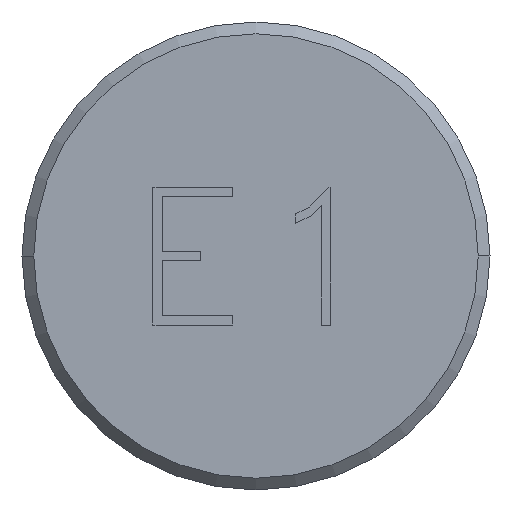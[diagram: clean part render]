
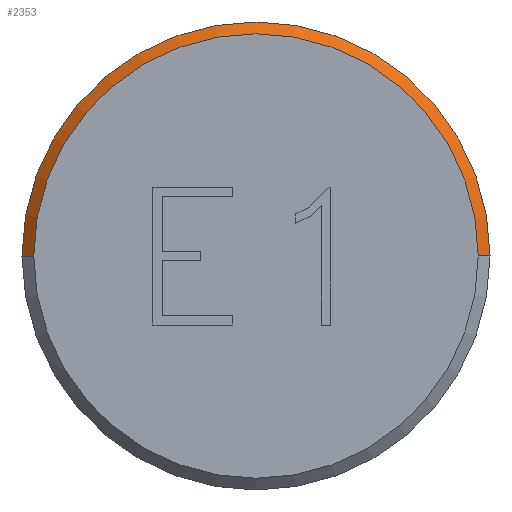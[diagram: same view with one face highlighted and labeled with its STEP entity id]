
A CAD part, left-side view. The second image highlights one B-rep face of the part: STEP entity #2353.
In plain terms, the highlighted conical face has half-angle 45 degrees and reference radius 15.9 mm.
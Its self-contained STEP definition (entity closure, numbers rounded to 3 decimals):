
#13 = VERTEX_POINT ( 'NONE', #2367 ) ;
#198 = CARTESIAN_POINT ( 'NONE',  ( 0.8, 0., 0. ) ) ;
#251 = ORIENTED_EDGE ( 'NONE', *, *, #2204, .T. ) ;
#360 = DIRECTION ( 'NONE',  ( 0.707, -0.707, 0. ) ) ;
#390 = CARTESIAN_POINT ( 'NONE',  ( 0.8, 0., 15.9 ) ) ;
#574 = DIRECTION ( 'NONE',  ( 0.707, 0.707, 0. ) ) ;
#669 = VERTEX_POINT ( 'NONE', #390 ) ;
#719 = CARTESIAN_POINT ( 'NONE',  ( 0., -15.1, 0. ) ) ;
#766 = EDGE_CURVE ( 'NONE', #2668, #1724, #1892, .T. ) ;
#825 = DIRECTION ( 'NONE',  ( 1., 0., 0. ) ) ;
#860 = LINE ( 'NONE', #2694, #3108 ) ;
#872 = AXIS2_PLACEMENT_3D ( 'NONE', #2709, #1729, #2745 ) ;
#884 = ORIENTED_EDGE ( 'NONE', *, *, #2112, .F. ) ;
#972 = VERTEX_POINT ( 'NONE', #719 ) ;
#1500 = CARTESIAN_POINT ( 'NONE',  ( 0., 0., 0. ) ) ;
#1681 = ORIENTED_EDGE ( 'NONE', *, *, #2857, .T. ) ;
#1724 = VERTEX_POINT ( 'NONE', #2847 ) ;
#1729 = DIRECTION ( 'NONE',  ( 1., 0., 0. ) ) ;
#1891 = AXIS2_PLACEMENT_3D ( 'NONE', #198, #2787, #2749 ) ;
#1892 = LINE ( 'NONE', #3193, #2144 ) ;
#2026 = CIRCLE ( 'NONE', #2343, 15.9 ) ;
#2041 = EDGE_LOOP ( 'NONE', ( #251, #1681, #2779, #884, #3315 ) ) ;
#2088 = CONICAL_SURFACE ( 'NONE', #872, 15.9, 0.785 ) ;
#2112 = EDGE_CURVE ( 'NONE', #1724, #669, #2813, .T. ) ;
#2144 = VECTOR ( 'NONE', #574, 1000. ) ;
#2204 = EDGE_CURVE ( 'NONE', #2668, #972, #3029, .T. ) ;
#2335 = CARTESIAN_POINT ( 'NONE',  ( 0.8, 0., 0. ) ) ;
#2343 = AXIS2_PLACEMENT_3D ( 'NONE', #2335, #825, #2834 ) ;
#2353 = ADVANCED_FACE ( 'NONE', ( #2782 ), #2088, .T. ) ;
#2367 = CARTESIAN_POINT ( 'NONE',  ( 0.8, -15.9, 0. ) ) ;
#2396 = AXIS2_PLACEMENT_3D ( 'NONE', #1500, #2959, #3256 ) ;
#2659 = CARTESIAN_POINT ( 'NONE',  ( 0., 15.1, 0. ) ) ;
#2668 = VERTEX_POINT ( 'NONE', #2659 ) ;
#2694 = CARTESIAN_POINT ( 'NONE',  ( 0.8, -15.9, 0. ) ) ;
#2709 = CARTESIAN_POINT ( 'NONE',  ( 0.8, 0., 0. ) ) ;
#2745 = DIRECTION ( 'NONE',  ( 0., 1., 0. ) ) ;
#2749 = DIRECTION ( 'NONE',  ( 0., 0., -1. ) ) ;
#2779 = ORIENTED_EDGE ( 'NONE', *, *, #3023, .F. ) ;
#2782 = FACE_OUTER_BOUND ( 'NONE', #2041, .T. ) ;
#2787 = DIRECTION ( 'NONE',  ( 1., 0., 0. ) ) ;
#2813 = CIRCLE ( 'NONE', #1891, 15.9 ) ;
#2834 = DIRECTION ( 'NONE',  ( 0., 0., -1. ) ) ;
#2847 = CARTESIAN_POINT ( 'NONE',  ( 0.8, 15.9, 0. ) ) ;
#2857 = EDGE_CURVE ( 'NONE', #972, #13, #860, .T. ) ;
#2959 = DIRECTION ( 'NONE',  ( 1., 0., 0. ) ) ;
#3023 = EDGE_CURVE ( 'NONE', #669, #13, #2026, .T. ) ;
#3029 = CIRCLE ( 'NONE', #2396, 15.1 ) ;
#3108 = VECTOR ( 'NONE', #360, 1000. ) ;
#3193 = CARTESIAN_POINT ( 'NONE',  ( 0.8, 15.9, 0. ) ) ;
#3256 = DIRECTION ( 'NONE',  ( 0., 1., 0. ) ) ;
#3315 = ORIENTED_EDGE ( 'NONE', *, *, #766, .F. ) ;
